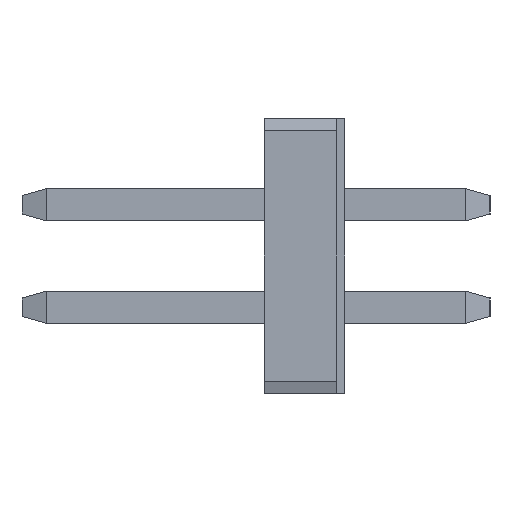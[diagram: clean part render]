
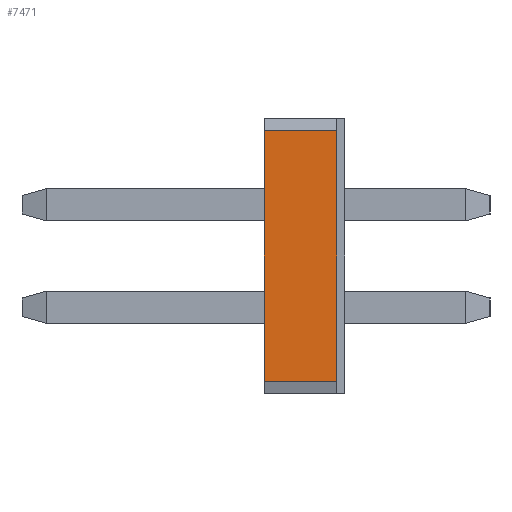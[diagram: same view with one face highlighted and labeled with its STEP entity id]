
A CAD part, left-side view. The second image highlights one B-rep face of the part: STEP entity #7471.
In plain terms, the highlighted planar face has unit normal (-1, 0, 0).
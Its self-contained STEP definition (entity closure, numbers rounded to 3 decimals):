
#7399=CARTESIAN_POINT('',(-0.635,1.,1.55));
#7400=VERTEX_POINT('',#7399);
#7407=CARTESIAN_POINT('',(-0.635,0.1,1.55));
#7408=VERTEX_POINT('',#7407);
#7409=CARTESIAN_POINT('',(-0.635,1.,1.55));
#7410=DIRECTION('',(0.,-1.,0.));
#7411=VECTOR('',#7410,0.9);
#7412=LINE('',#7409,#7411);
#7413=EDGE_CURVE('',#7400,#7408,#7412,.T.);
#7429=CARTESIAN_POINT('',(-0.635,0.1,-1.55));
#7430=VERTEX_POINT('',#7429);
#7439=CARTESIAN_POINT('',(-0.635,0.1,1.55));
#7440=DIRECTION('',(0.,0.,-1.));
#7441=VECTOR('',#7440,3.1);
#7442=LINE('',#7439,#7441);
#7443=EDGE_CURVE('',#7408,#7430,#7442,.T.);
#7448=CARTESIAN_POINT('',(-0.635,0.,-1.7));
#7449=DIRECTION('',(0.,0.,1.));
#7450=DIRECTION('',(-1.,0.,0.));
#7451=AXIS2_PLACEMENT_3D('',#7448,#7450,#7449);
#7452=PLANE('',#7451);
#7453=ORIENTED_EDGE('',*,*,#7413,.F.);
#7454=CARTESIAN_POINT('',(-0.635,1.,-1.55));
#7455=VERTEX_POINT('',#7454);
#7456=CARTESIAN_POINT('',(-0.635,1.,1.55));
#7457=DIRECTION('',(0.,0.,-1.));
#7458=VECTOR('',#7457,3.1);
#7459=LINE('',#7456,#7458);
#7460=EDGE_CURVE('',#7400,#7455,#7459,.T.);
#7461=ORIENTED_EDGE('',*,*,#7460,.T.);
#7462=CARTESIAN_POINT('',(-0.635,1.,-1.55));
#7463=DIRECTION('',(0.,-1.,0.));
#7464=VECTOR('',#7463,0.9);
#7465=LINE('',#7462,#7464);
#7466=EDGE_CURVE('',#7455,#7430,#7465,.T.);
#7467=ORIENTED_EDGE('',*,*,#7466,.T.);
#7468=ORIENTED_EDGE('',*,*,#7443,.F.);
#7469=EDGE_LOOP('',(#7453,#7461,#7467,#7468));
#7470=FACE_OUTER_BOUND('',#7469,.T.);
#7471=ADVANCED_FACE('',(#7470),#7452,.T.);
